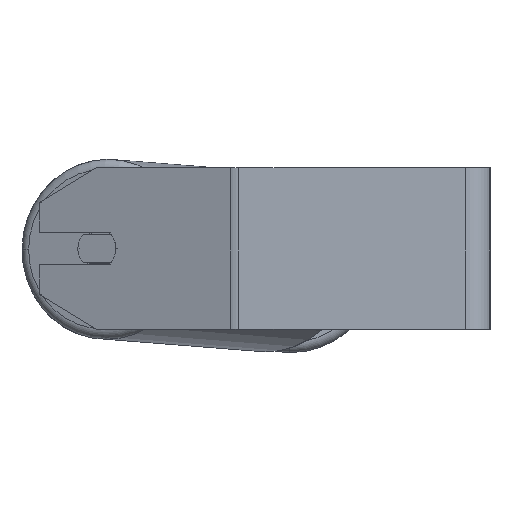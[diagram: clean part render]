
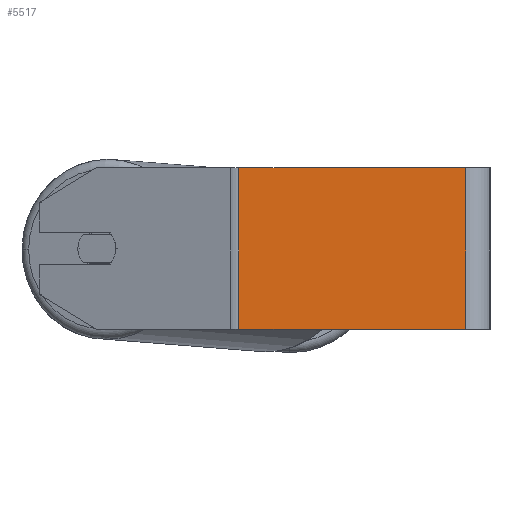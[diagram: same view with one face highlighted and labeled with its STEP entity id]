
A CAD part, left-side view. The second image highlights one B-rep face of the part: STEP entity #5517.
In plain terms, the highlighted planar face has unit normal (-1, 0, 0).
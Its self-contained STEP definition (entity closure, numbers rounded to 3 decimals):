
#271 = CARTESIAN_POINT ( 'NONE',  ( -415., 126.186, 40. ) ) ;
#307 = DIRECTION ( 'NONE',  ( 0., -1., 0. ) ) ;
#495 = DIRECTION ( 'NONE',  ( 0., 0., -1. ) ) ;
#785 = VECTOR ( 'NONE', #495, 1000. ) ;
#894 = DIRECTION ( 'NONE',  ( 0., 0., -1. ) ) ;
#944 = ORIENTED_EDGE ( 'NONE', *, *, #2711, .T. ) ;
#1112 = CARTESIAN_POINT ( 'NONE',  ( -415., 124.07, -40. ) ) ;
#1322 = VECTOR ( 'NONE', #307, 1000. ) ;
#1772 = CARTESIAN_POINT ( 'NONE',  ( -415., 12., 40. ) ) ;
#1778 = CARTESIAN_POINT ( 'NONE',  ( -415., 124.07, 40. ) ) ;
#2100 = LINE ( 'NONE', #5590, #4469 ) ;
#2711 = EDGE_CURVE ( 'NONE', #7844, #4904, #6419, .T. ) ;
#3332 = AXIS2_PLACEMENT_3D ( 'NONE', #271, #7749, #894 ) ;
#3768 = LINE ( 'NONE', #1772, #7445 ) ;
#3915 = ORIENTED_EDGE ( 'NONE', *, *, #7085, .F. ) ;
#4469 = VECTOR ( 'NONE', #6168, 1000. ) ;
#4505 = CARTESIAN_POINT ( 'NONE',  ( -415., 12., -40. ) ) ;
#4904 = VERTEX_POINT ( 'NONE', #4505 ) ;
#4939 = ORIENTED_EDGE ( 'NONE', *, *, #5882, .T. ) ;
#5441 = CARTESIAN_POINT ( 'NONE',  ( -415., 12., 40. ) ) ;
#5469 = LINE ( 'NONE', #1778, #785 ) ;
#5517 = ADVANCED_FACE ( 'NONE', ( #5583 ), #6953, .F. ) ;
#5583 = FACE_OUTER_BOUND ( 'NONE', #6542, .T. ) ;
#5590 = CARTESIAN_POINT ( 'NONE',  ( -415., 126.186, 40. ) ) ;
#5882 = EDGE_CURVE ( 'NONE', #7751, #7844, #5469, .T. ) ;
#6168 = DIRECTION ( 'NONE',  ( 0., -1., 0. ) ) ;
#6248 = CARTESIAN_POINT ( 'NONE',  ( -415., 124.07, 40. ) ) ;
#6365 = EDGE_CURVE ( 'NONE', #7751, #8238, #2100, .T. ) ;
#6419 = LINE ( 'NONE', #6998, #1322 ) ;
#6542 = EDGE_LOOP ( 'NONE', ( #944, #3915, #7866, #4939 ) ) ;
#6953 = PLANE ( 'NONE',  #3332 ) ;
#6998 = CARTESIAN_POINT ( 'NONE',  ( -415., 126.186, -40. ) ) ;
#7085 = EDGE_CURVE ( 'NONE', #8238, #4904, #3768, .T. ) ;
#7445 = VECTOR ( 'NONE', #7646, 1000. ) ;
#7646 = DIRECTION ( 'NONE',  ( 0., 0., -1. ) ) ;
#7749 = DIRECTION ( 'NONE',  ( 1., 0., 0. ) ) ;
#7751 = VERTEX_POINT ( 'NONE', #6248 ) ;
#7844 = VERTEX_POINT ( 'NONE', #1112 ) ;
#7866 = ORIENTED_EDGE ( 'NONE', *, *, #6365, .F. ) ;
#8238 = VERTEX_POINT ( 'NONE', #5441 ) ;
